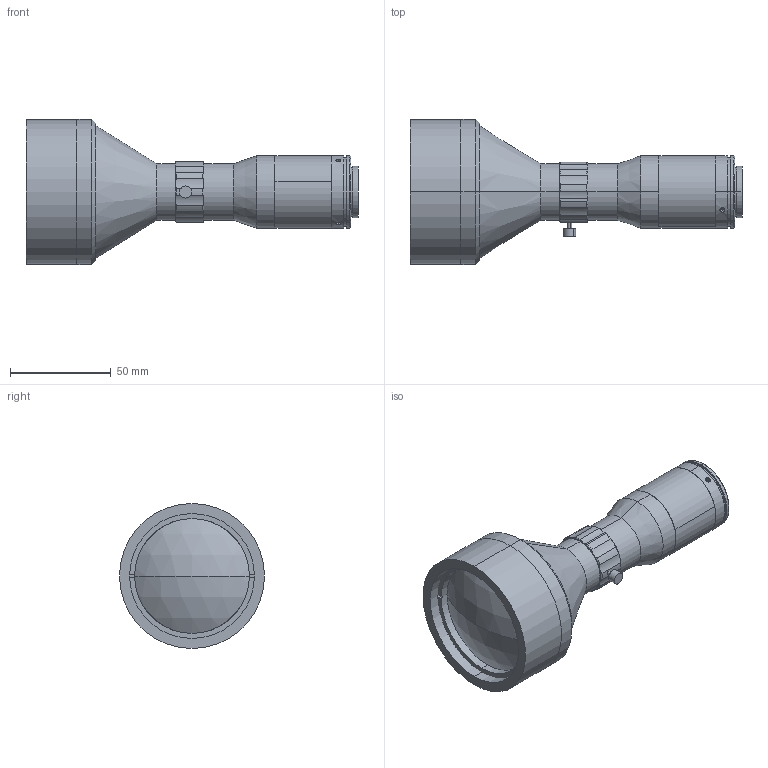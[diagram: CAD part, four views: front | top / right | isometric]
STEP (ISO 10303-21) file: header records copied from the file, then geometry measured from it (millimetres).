
FILE_DESCRIPTION (( 'STEP AP203' ), '1' );
FILE_NAME ('XF-5MDT04X110-1C-VI.STEP', '2018-02-05T08:49:24', ( 'zhanghp' ), ( '' ), 'SwSTEP 2.0', 'SolidWorks 2014', '' );
FILE_SCHEMA (( 'CONFIG_CONTROL_DESIGN' ));
Length unit declared in the file: millimetre
Products named in the file (1): XF-5MDT04X110-1C-VI
Bounding box: 164.77 x 72 x 72 mm (x, y, z)
Surface area: 39493.2 mm2 (no closed solid volume)
Topology: 0 solids, 13 shells, 129 faces, 323 edges, 211 vertices
Faces by surface type: cylinder 69, plane 24, torus 24, cone 10, sphere 2
Entity records: 4652 total; most frequent: CARTESIAN_POINT 1496, DIRECTION 681, ORIENTED_EDGE 580, EDGE_CURVE 323, AXIS2_PLACEMENT_3D 290, VERTEX_POINT 211, CIRCLE 160, EDGE_LOOP 148
